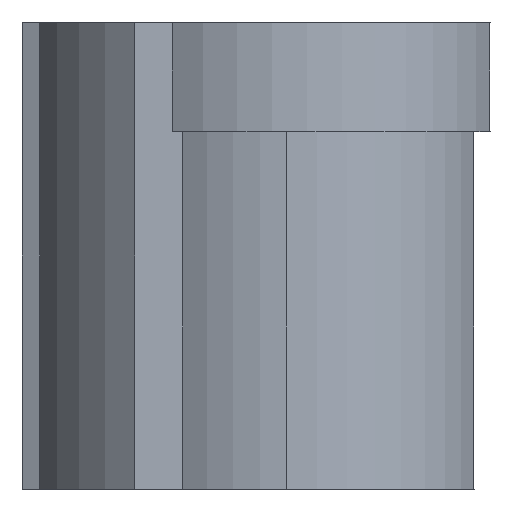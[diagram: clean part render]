
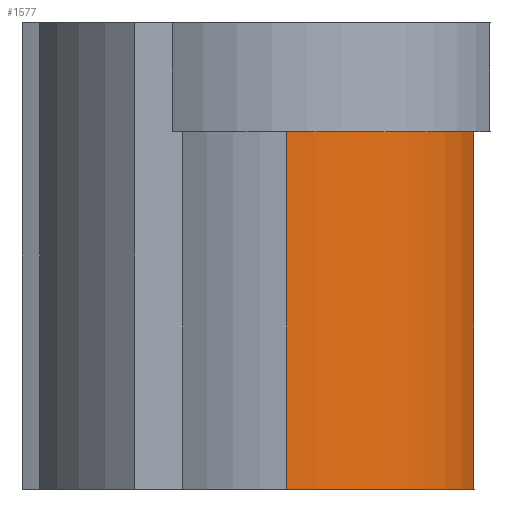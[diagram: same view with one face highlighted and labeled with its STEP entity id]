
A CAD part, left-side view. The second image highlights one B-rep face of the part: STEP entity #1577.
In plain terms, the highlighted cylindrical face has radius 12.75 mm (diameter 25.5 mm), a partial arc.
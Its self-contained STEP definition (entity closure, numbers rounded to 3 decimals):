
#56 = DIRECTION ( 'NONE',  ( 0., 0., -1. ) ) ;
#61 = LINE ( 'NONE', #208, #704 ) ;
#63 = DIRECTION ( 'NONE',  ( -1., 0., 0. ) ) ;
#208 = CARTESIAN_POINT ( 'NONE',  ( -16.943, -58.6, 30. ) ) ;
#298 = CARTESIAN_POINT ( 'NONE',  ( -16.943, -58.6, 23. ) ) ;
#299 = VERTEX_POINT ( 'NONE', #791 ) ;
#360 = LINE ( 'NONE', #1608, #404 ) ;
#404 = VECTOR ( 'NONE', #875, 1000. ) ;
#461 = AXIS2_PLACEMENT_3D ( 'NONE', #1221, #1099, #598 ) ;
#515 = ORIENTED_EDGE ( 'NONE', *, *, #1481, .T. ) ;
#541 = AXIS2_PLACEMENT_3D ( 'NONE', #744, #1251, #1376 ) ;
#559 = CARTESIAN_POINT ( 'NONE',  ( -4.193, -58.6, 30. ) ) ;
#584 = CYLINDRICAL_SURFACE ( 'NONE', #829, 12.75 ) ;
#598 = DIRECTION ( 'NONE',  ( 1., 0., 0. ) ) ;
#704 = VECTOR ( 'NONE', #1214, 1000. ) ;
#738 = ORIENTED_EDGE ( 'NONE', *, *, #920, .T. ) ;
#744 = CARTESIAN_POINT ( 'NONE',  ( -4.193, -58.6, 0. ) ) ;
#791 = CARTESIAN_POINT ( 'NONE',  ( -8.469, -70.612, 23. ) ) ;
#801 = CARTESIAN_POINT ( 'NONE',  ( -8.469, -70.612, 0. ) ) ;
#829 = AXIS2_PLACEMENT_3D ( 'NONE', #559, #56, #63 ) ;
#845 = CARTESIAN_POINT ( 'NONE',  ( -16.943, -58.6, 0. ) ) ;
#875 = DIRECTION ( 'NONE',  ( 0., 0., -1. ) ) ;
#920 = EDGE_CURVE ( 'NONE', #1563, #1466, #61, .T. ) ;
#964 = EDGE_CURVE ( 'NONE', #299, #1563, #1511, .T. ) ;
#1003 = ORIENTED_EDGE ( 'NONE', *, *, #964, .T. ) ;
#1044 = EDGE_CURVE ( 'NONE', #299, #1197, #360, .T. ) ;
#1099 = DIRECTION ( 'NONE',  ( 0., 0., -1. ) ) ;
#1145 = EDGE_LOOP ( 'NONE', ( #1003, #738, #515, #1306 ) ) ;
#1197 = VERTEX_POINT ( 'NONE', #801 ) ;
#1203 = FACE_OUTER_BOUND ( 'NONE', #1145, .T. ) ;
#1214 = DIRECTION ( 'NONE',  ( 0., 0., -1. ) ) ;
#1221 = CARTESIAN_POINT ( 'NONE',  ( -4.193, -58.6, 23. ) ) ;
#1251 = DIRECTION ( 'NONE',  ( 0., 0., 1. ) ) ;
#1306 = ORIENTED_EDGE ( 'NONE', *, *, #1044, .F. ) ;
#1376 = DIRECTION ( 'NONE',  ( 1., 0., 0. ) ) ;
#1466 = VERTEX_POINT ( 'NONE', #845 ) ;
#1481 = EDGE_CURVE ( 'NONE', #1466, #1197, #1612, .T. ) ;
#1511 = CIRCLE ( 'NONE', #461, 12.75 ) ;
#1563 = VERTEX_POINT ( 'NONE', #298 ) ;
#1577 = ADVANCED_FACE ( 'NONE', ( #1203 ), #584, .T. ) ;
#1608 = CARTESIAN_POINT ( 'NONE',  ( -8.469, -70.612, 30. ) ) ;
#1612 = CIRCLE ( 'NONE', #541, 12.75 ) ;
